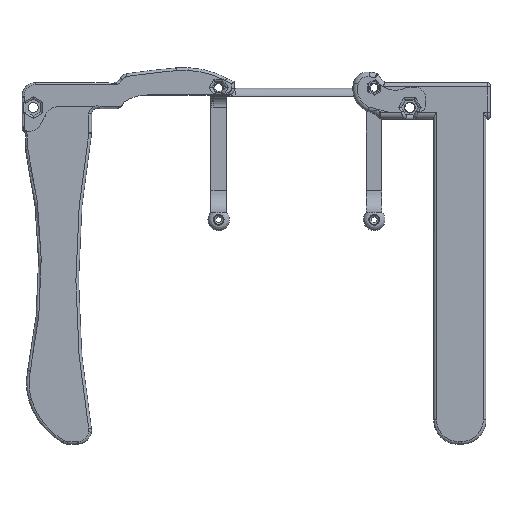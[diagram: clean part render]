
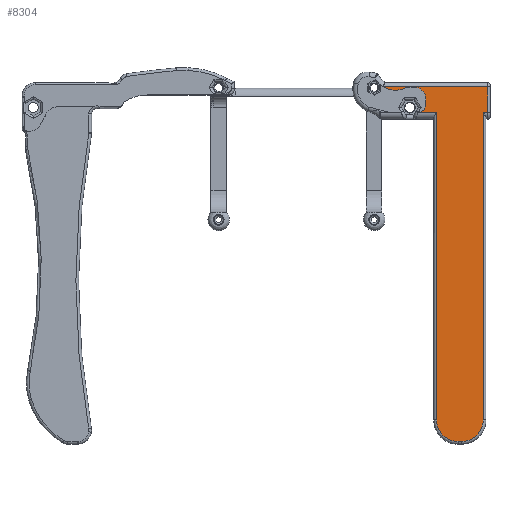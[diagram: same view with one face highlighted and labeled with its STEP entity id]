
A CAD part, top view. The second image highlights one B-rep face of the part: STEP entity #8304.
In plain terms, the highlighted planar face has unit normal (0, 0, 1).
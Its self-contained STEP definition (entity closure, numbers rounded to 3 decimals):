
#96=PLANE('',#8951);
#251=LINE('',#14114,#650);
#252=LINE('',#14122,#651);
#253=LINE('',#14137,#652);
#254=LINE('',#14140,#653);
#255=LINE('',#14142,#654);
#256=LINE('',#14144,#655);
#257=LINE('',#14146,#656);
#258=LINE('',#14150,#657);
#259=LINE('',#14154,#658);
#260=LINE('',#14157,#659);
#650=VECTOR('',#10071,10.);
#651=VECTOR('',#10082,10.);
#652=VECTOR('',#10091,10.);
#653=VECTOR('',#10094,10.);
#654=VECTOR('',#10095,10.);
#655=VECTOR('',#10096,10.);
#656=VECTOR('',#10097,10.);
#657=VECTOR('',#10100,10.);
#658=VECTOR('',#10103,10.);
#659=VECTOR('',#10106,10.);
#1334=FACE_OUTER_BOUND('',#1877,.T.);
#1877=EDGE_LOOP('',(#5746,#5747,#5748,#5749,#5750,#5751,#5752,#5753,#5754,
#5755,#5756,#5757,#5758,#5759,#5760));
#2463=CIRCLE('',#8944,8.);
#2466=CIRCLE('',#8949,8.);
#2467=CIRCLE('',#8952,8.719);
#2468=CIRCLE('',#8953,4.3);
#2469=CIRCLE('',#8954,2.8);
#3394=VERTEX_POINT('',#14103);
#3395=VERTEX_POINT('',#14105);
#3396=VERTEX_POINT('',#14116);
#3397=VERTEX_POINT('',#14120);
#3398=VERTEX_POINT('',#14124);
#3399=VERTEX_POINT('',#14128);
#3400=VERTEX_POINT('',#14139);
#3401=VERTEX_POINT('',#14141);
#3402=VERTEX_POINT('',#14143);
#3403=VERTEX_POINT('',#14145);
#3404=VERTEX_POINT('',#14147);
#3405=VERTEX_POINT('',#14149);
#3406=VERTEX_POINT('',#14151);
#3407=VERTEX_POINT('',#14153);
#3408=VERTEX_POINT('',#14155);
#4264=EDGE_CURVE('',#3395,#3394,#251,.T.);
#4266=EDGE_CURVE('',#3394,#3396,#2463,.T.);
#4268=EDGE_CURVE('',#3396,#3397,#252,.T.);
#4270=EDGE_CURVE('',#3397,#3398,#2466,.T.);
#4272=EDGE_CURVE('',#3398,#3399,#253,.T.);
#4273=EDGE_CURVE('',#3399,#3400,#254,.T.);
#4274=EDGE_CURVE('',#3401,#3395,#255,.T.);
#4275=EDGE_CURVE('',#3402,#3401,#256,.T.);
#4276=EDGE_CURVE('',#3403,#3402,#257,.T.);
#4277=EDGE_CURVE('',#3403,#3404,#2467,.T.);
#4278=EDGE_CURVE('',#3404,#3405,#258,.T.);
#4279=EDGE_CURVE('',#3405,#3406,#2468,.T.);
#4280=EDGE_CURVE('',#3406,#3407,#259,.T.);
#4281=EDGE_CURVE('',#3407,#3408,#2469,.T.);
#4282=EDGE_CURVE('',#3400,#3408,#260,.T.);
#5746=ORIENTED_EDGE('',*,*,#4273,.F.);
#5747=ORIENTED_EDGE('',*,*,#4272,.F.);
#5748=ORIENTED_EDGE('',*,*,#4270,.F.);
#5749=ORIENTED_EDGE('',*,*,#4268,.F.);
#5750=ORIENTED_EDGE('',*,*,#4266,.F.);
#5751=ORIENTED_EDGE('',*,*,#4264,.F.);
#5752=ORIENTED_EDGE('',*,*,#4274,.F.);
#5753=ORIENTED_EDGE('',*,*,#4275,.F.);
#5754=ORIENTED_EDGE('',*,*,#4276,.F.);
#5755=ORIENTED_EDGE('',*,*,#4277,.T.);
#5756=ORIENTED_EDGE('',*,*,#4278,.T.);
#5757=ORIENTED_EDGE('',*,*,#4279,.T.);
#5758=ORIENTED_EDGE('',*,*,#4280,.T.);
#5759=ORIENTED_EDGE('',*,*,#4281,.T.);
#5760=ORIENTED_EDGE('',*,*,#4282,.F.);
#8304=ADVANCED_FACE('',(#1334),#96,.T.);
#8944=AXIS2_PLACEMENT_3D('',#14118,#10076,#10077);
#8949=AXIS2_PLACEMENT_3D('',#14126,#10087,#10088);
#8951=AXIS2_PLACEMENT_3D('',#14138,#10092,#10093);
#8952=AXIS2_PLACEMENT_3D('',#14148,#10098,#10099);
#8953=AXIS2_PLACEMENT_3D('',#14152,#10101,#10102);
#8954=AXIS2_PLACEMENT_3D('',#14156,#10104,#10105);
#10071=DIRECTION('',(0.,-1.,0.));
#10076=DIRECTION('center_axis',(0.,0.,-1.));
#10077=DIRECTION('ref_axis',(0.707,-0.707,0.));
#10082=DIRECTION('',(-1.,0.,0.));
#10087=DIRECTION('center_axis',(0.,0.,-1.));
#10088=DIRECTION('ref_axis',(-0.707,-0.707,0.));
#10091=DIRECTION('',(0.,1.,0.));
#10092=DIRECTION('center_axis',(0.,0.,1.));
#10093=DIRECTION('ref_axis',(1.,0.,0.));
#10094=DIRECTION('',(-1.,0.,0.));
#10095=DIRECTION('',(-1.,0.,0.));
#10096=DIRECTION('',(0.,-1.,0.));
#10097=DIRECTION('',(1.,0.,0.));
#10098=DIRECTION('center_axis',(0.,0.,
1.));
#10099=DIRECTION('ref_axis',(-0.328,-0.945,0.));
#10100=DIRECTION('',(1.,0.,0.));
#10101=DIRECTION('center_axis',(0.,0.,
-1.));
#10102=DIRECTION('ref_axis',(0.707,0.707,0.));
#10103=DIRECTION('',(0.,-1.,0.));
#10104=DIRECTION('center_axis',(0.,0.,
-1.));
#10105=DIRECTION('ref_axis',(0.709,-0.706,0.));
#10106=DIRECTION('',(0.5,0.866,0.));
#14103=CARTESIAN_POINT('',(95.315,-31.576,5.265));
#14105=CARTESIAN_POINT('',(95.315,82.5,5.265));
#14114=CARTESIAN_POINT('',(95.315,48.492,5.265));
#14116=CARTESIAN_POINT('',(87.315,-39.576,5.265));
#14118=CARTESIAN_POINT('Origin',(87.315,-31.576,5.265));
#14120=CARTESIAN_POINT('',(85.965,-39.576,5.265));
#14122=CARTESIAN_POINT('',(54.645,-39.576,5.265));
#14124=CARTESIAN_POINT('',(77.965,-31.576,5.265));
#14126=CARTESIAN_POINT('Origin',(85.965,-31.576,5.265));
#14128=CARTESIAN_POINT('',(77.965,82.5,5.265));
#14137=CARTESIAN_POINT('',(77.965,-16.322,5.265));
#14138=CARTESIAN_POINT('Origin',(12.975,7.931,5.265));
#14139=CARTESIAN_POINT('',(71.203,82.5,5.265));
#14140=CARTESIAN_POINT('',(34.988,82.5,5.265));
#14141=CARTESIAN_POINT('',(97.015,82.5,5.265));
#14142=CARTESIAN_POINT('',(34.988,82.5,5.265));
#14143=CARTESIAN_POINT('',(97.015,92.054,5.265));
#14144=CARTESIAN_POINT('',(97.015,43.966,5.265));
#14145=CARTESIAN_POINT('',(58.133,92.054,5.265));
#14146=CARTESIAN_POINT('',(55.395,92.054,5.265));
#14147=CARTESIAN_POINT('',(66.949,91.854,5.265));
#14148=CARTESIAN_POINT('Origin',(62.712,99.474,5.265));
#14149=CARTESIAN_POINT('',(69.715,91.854,5.265));
#14150=CARTESIAN_POINT('',(41.395,91.854,5.265));
#14151=CARTESIAN_POINT('',(74.015,87.554,5.265));
#14152=CARTESIAN_POINT('Origin',(69.715,87.554,5.265));
#14153=CARTESIAN_POINT('',(74.015,85.481,5.265));
#14154=CARTESIAN_POINT('',(74.015,43.029,5.265));
#14155=CARTESIAN_POINT('',(71.309,82.683,5.265));
#14156=CARTESIAN_POINT('Origin',(71.215,85.481,5.265));
#14157=CARTESIAN_POINT('',(48.181,42.624,5.265));
